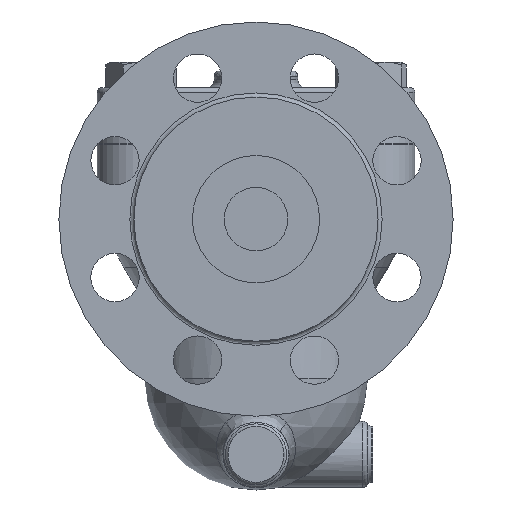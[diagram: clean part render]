
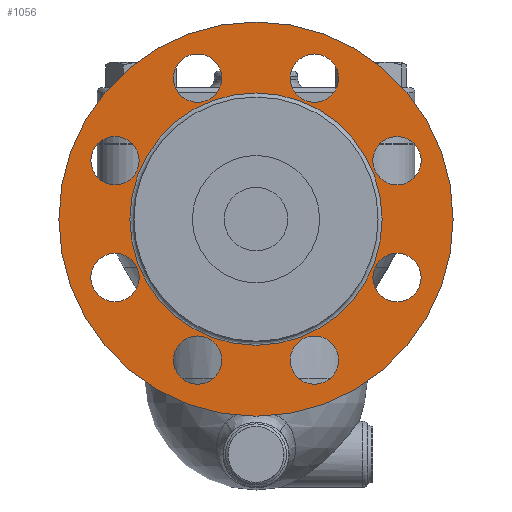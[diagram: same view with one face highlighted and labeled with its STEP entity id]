
A CAD part, left-side view. The second image highlights one B-rep face of the part: STEP entity #1056.
In plain terms, the highlighted free-form (B-spline) face has degree [1, 1] with [2, 2] control points.
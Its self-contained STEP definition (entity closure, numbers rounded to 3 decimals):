
#453=CARTESIAN_POINT('',(-138.,-48.715,-13.257));
#454=VERTEX_POINT('',#453);
#455=CARTESIAN_POINT('',(-138.,-55.433,-6.539));
#456=DIRECTION('',(1.0,0.,0.));
#457=DIRECTION('',(0.,0.707,-0.707));
#458=AXIS2_PLACEMENT_3D('',#455,#456,#457);
#459=CIRCLE('',#458,9.5);
#460=EDGE_CURVE('',#454,#454,#459,.T.);
#481=CARTESIAN_POINT('',(-138.,-45.933,-52.461));
#482=VERTEX_POINT('',#481);
#483=CARTESIAN_POINT('',(-138.,-55.433,-52.461));
#484=DIRECTION('',(1.0,0.0,0.0));
#485=DIRECTION('',(0.0,1.0,0.0));
#486=AXIS2_PLACEMENT_3D('',#483,#484,#485);
#487=CIRCLE('',#486,9.5);
#488=EDGE_CURVE('',#482,#482,#487,.T.);
#509=CARTESIAN_POINT('',(-138.,-16.243,-78.215));
#510=VERTEX_POINT('',#509);
#511=CARTESIAN_POINT('',(-138.,-22.961,-84.933));
#512=DIRECTION('',(1.0,0.,0.));
#513=DIRECTION('',(0.,0.707,0.707));
#514=AXIS2_PLACEMENT_3D('',#511,#512,#513);
#515=CIRCLE('',#514,9.5);
#516=EDGE_CURVE('',#510,#510,#515,.T.);
#537=CARTESIAN_POINT('',(-138.,22.961,-75.433));
#538=VERTEX_POINT('',#537);
#539=CARTESIAN_POINT('',(-138.,22.961,-84.933));
#540=DIRECTION('',(1.0,0.0,0.0));
#541=DIRECTION('',(0.0,0.0,1.0));
#542=AXIS2_PLACEMENT_3D('',#539,#540,#541);
#543=CIRCLE('',#542,9.5);
#544=EDGE_CURVE('',#538,#538,#543,.T.);
#565=CARTESIAN_POINT('',(-138.,48.715,-45.743));
#566=VERTEX_POINT('',#565);
#567=CARTESIAN_POINT('',(-138.,55.433,-52.461));
#568=DIRECTION('',(1.,0.,0.));
#569=DIRECTION('',(0.,-0.707,0.707));
#570=AXIS2_PLACEMENT_3D('',#567,#568,#569);
#571=CIRCLE('',#570,9.5);
#572=EDGE_CURVE('',#566,#566,#571,.T.);
#593=CARTESIAN_POINT('',(-138.,45.933,-6.539));
#594=VERTEX_POINT('',#593);
#595=CARTESIAN_POINT('',(-138.,55.433,-6.539));
#596=DIRECTION('',(1.0,0.0,0.0));
#597=DIRECTION('',(0.0,-1.0,0.0));
#598=AXIS2_PLACEMENT_3D('',#595,#596,#597);
#599=CIRCLE('',#598,9.5);
#600=EDGE_CURVE('',#594,#594,#599,.T.);
#621=CARTESIAN_POINT('',(-138.,16.243,19.215));
#622=VERTEX_POINT('',#621);
#623=CARTESIAN_POINT('',(-138.,22.961,25.933));
#624=DIRECTION('',(1.,0.,0.));
#625=DIRECTION('',(0.,-0.707,-0.707));
#626=AXIS2_PLACEMENT_3D('',#623,#624,#625);
#627=CIRCLE('',#626,9.5);
#628=EDGE_CURVE('',#622,#622,#627,.T.);
#649=CARTESIAN_POINT('',(-138.,-22.961,16.433));
#650=VERTEX_POINT('',#649);
#651=CARTESIAN_POINT('',(-138.,-22.961,25.933));
#652=DIRECTION('',(1.0,0.0,0.0));
#653=DIRECTION('',(0.0,0.0,-1.0));
#654=AXIS2_PLACEMENT_3D('',#651,#652,#653);
#655=CIRCLE('',#654,9.5);
#656=EDGE_CURVE('',#650,#650,#655,.T.);
#780=CARTESIAN_POINT('',(-138.,0.0,48.));
#781=VERTEX_POINT('',#780);
#782=CARTESIAN_POINT('',(-138.,0.0,-29.5));
#783=DIRECTION('',(-1.0,0.0,0.0));
#784=DIRECTION('',(0.0,0.0,1.0));
#785=AXIS2_PLACEMENT_3D('',#782,#783,#784);
#786=CIRCLE('',#785,77.5);
#787=EDGE_CURVE('',#781,#781,#786,.T.);
#968=CARTESIAN_POINT('',(-138.,0.,20.1));
#969=VERTEX_POINT('',#968);
#970=CARTESIAN_POINT('',(-138.0,0.0,-29.5));
#971=DIRECTION('',(1.0,0.0,0.0));
#972=DIRECTION('',(0.0,0.0,-1.0));
#973=AXIS2_PLACEMENT_3D('',#970,#971,#972);
#974=CIRCLE('',#973,49.6);
#975=EDGE_CURVE('',#969,#969,#974,.T.);
#1021=CARTESIAN_POINT('',(-138.,77.5,48.));
#1022=CARTESIAN_POINT('',(-138.,77.5,-107.));
#1023=CARTESIAN_POINT('',(-138.,-77.5,48.));
#1024=CARTESIAN_POINT('',(-138.,-77.5,-107.));
#1025=B_SPLINE_SURFACE_WITH_KNOTS('',1,1,((#1021,#1023),(#1022,#1024)),.UNSPECIFIED.,.F.,.F.,.U.,(2,2),(2,2),(0.0,155.0),(0.0,155.),.UNSPECIFIED.);
#1026=ORIENTED_EDGE('',*,*,#787,.T.);
#1027=EDGE_LOOP('',(#1026));
#1028=FACE_OUTER_BOUND('',#1027,.T.);
#1029=ORIENTED_EDGE('',*,*,#460,.T.);
#1030=EDGE_LOOP('',(#1029));
#1031=FACE_BOUND('',#1030,.T.);
#1032=ORIENTED_EDGE('',*,*,#488,.T.);
#1033=EDGE_LOOP('',(#1032));
#1034=FACE_BOUND('',#1033,.T.);
#1035=ORIENTED_EDGE('',*,*,#516,.T.);
#1036=EDGE_LOOP('',(#1035));
#1037=FACE_BOUND('',#1036,.T.);
#1038=ORIENTED_EDGE('',*,*,#544,.T.);
#1039=EDGE_LOOP('',(#1038));
#1040=FACE_BOUND('',#1039,.T.);
#1041=ORIENTED_EDGE('',*,*,#572,.T.);
#1042=EDGE_LOOP('',(#1041));
#1043=FACE_BOUND('',#1042,.T.);
#1044=ORIENTED_EDGE('',*,*,#600,.T.);
#1045=EDGE_LOOP('',(#1044));
#1046=FACE_BOUND('',#1045,.T.);
#1047=ORIENTED_EDGE('',*,*,#628,.T.);
#1048=EDGE_LOOP('',(#1047));
#1049=FACE_BOUND('',#1048,.T.);
#1050=ORIENTED_EDGE('',*,*,#656,.T.);
#1051=EDGE_LOOP('',(#1050));
#1052=FACE_BOUND('',#1051,.T.);
#1053=ORIENTED_EDGE('',*,*,#975,.T.);
#1054=EDGE_LOOP('',(#1053));
#1055=FACE_BOUND('',#1054,.T.);
#1056=ADVANCED_FACE('',(#1028,#1031,#1034,#1037,#1040,#1043,#1046,#1049,#1052,#1055),#1025,.T.);
